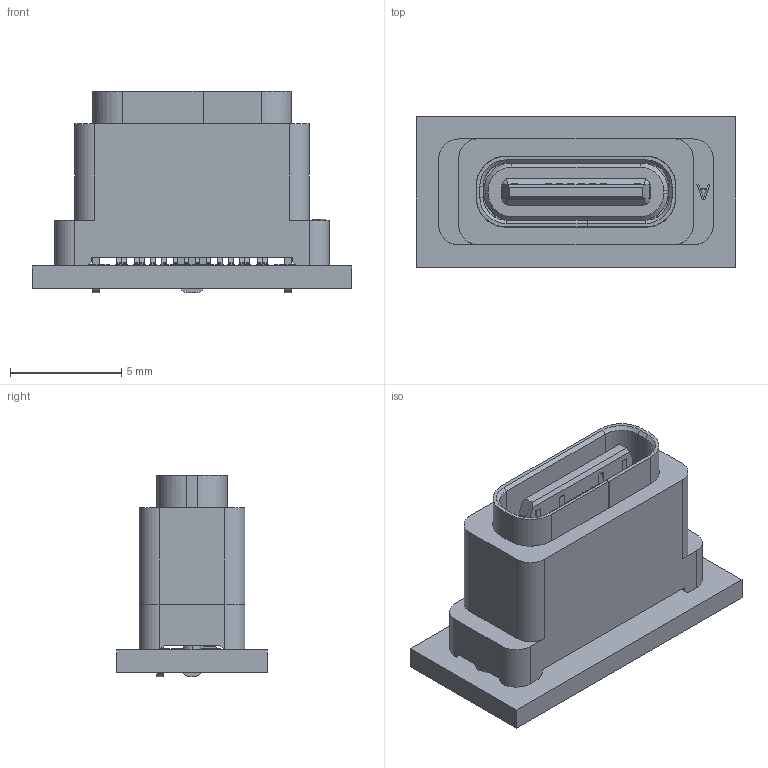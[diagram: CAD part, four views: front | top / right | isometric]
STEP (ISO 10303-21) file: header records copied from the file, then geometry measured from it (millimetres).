
FILE_DESCRIPTION((''),'2;1');
FILE_NAME('USBC-0051_ASM_5_ASM_79_ASM','2021-11-25T',('Administrator'),(''),'PRO/ENGINEER BY PARAMETRIC TECHNOLOGY CORPORATION, 2007090','PRO/ENGINEER BY PARAMETRIC TECHNOLOGY CORPORATION, 2007090','');
FILE_SCHEMA(('CONFIG_CONTROL_DESIGN'));
Length unit declared in the file: millimetre
Products named in the file (5): MANIFOLD_SOLID_BREP_15844_8_12_; 1100_ASM_2_ASM_1_ASM_1_ASM_1_ASM; 1100_ASM_ASM_1_ASM_1_ASM_1_ASM; LAYOUT_9; USBC-0051_ASM_5_ASM_79_ASM
Assembly tree (4 placements, depth 4):
  USBC-0051_ASM_5_ASM_79_ASM
    1100_ASM_ASM_1_ASM_1_ASM_1_ASM
      1100_ASM_2_ASM_1_ASM_1_ASM_1_ASM
        MANIFOLD_SOLID_BREP_15844_8_12_
    LAYOUT_9
Bounding box: 14.34 x 6.76 x 9.05 mm (x, y, z)
Volume: 372 mm3; surface area: 1031.4 mm2
Topology: 2 solids, 2 shells, 713 faces, 2005 edges, 1328 vertices
Faces by surface type: plane 534, cylinder 151, cone 28
Entity records: 23196 total; most frequent: CARTESIAN_POINT 4353, ORIENTED_EDGE 4010, DIRECTION 3749, EDGE_CURVE 2005, VECTOR 1605, LINE 1605, VERTEX_POINT 1328, AXIS2_PLACEMENT_3D 1072
